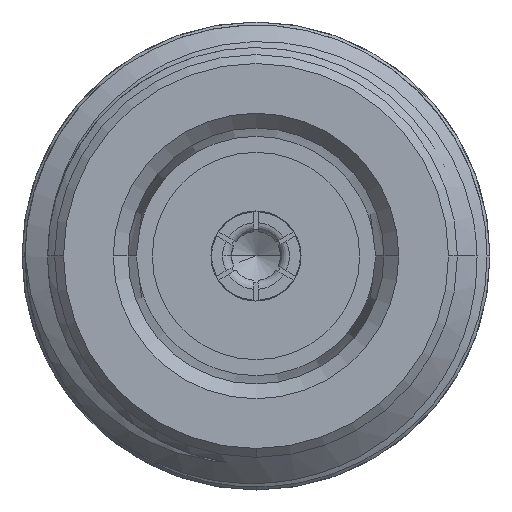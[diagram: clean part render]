
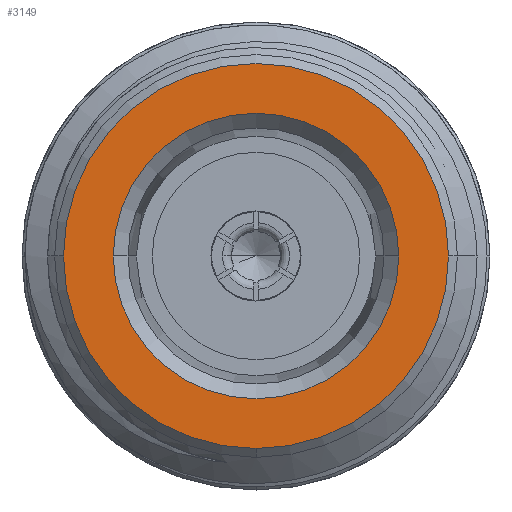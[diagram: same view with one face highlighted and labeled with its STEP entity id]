
A CAD part, left-side view. The second image highlights one B-rep face of the part: STEP entity #3149.
In plain terms, the highlighted planar face has unit normal (-1, 0, 0).
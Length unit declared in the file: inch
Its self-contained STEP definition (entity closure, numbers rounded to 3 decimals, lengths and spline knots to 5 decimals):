
#85 = PLANE ( 'NONE',  #2785 ) ;
#158 = FACE_OUTER_BOUND ( 'NONE', #4346, .T. ) ;
#178 = AXIS2_PLACEMENT_3D ( 'NONE', #5683, #4361, #6958 ) ;
#222 = DIRECTION ( 'NONE',  ( -1., 0., 0. ) ) ;
#311 = CIRCLE ( 'NONE', #5083, 0.18976 ) ;
#349 = AXIS2_PLACEMENT_3D ( 'NONE', #6572, #6491, #3894 ) ;
#669 = ORIENTED_EDGE ( 'NONE', *, *, #7751, .F. ) ;
#905 = AXIS2_PLACEMENT_3D ( 'NONE', #6060, #222, #4784 ) ;
#1223 = VERTEX_POINT ( 'NONE', #2066 ) ;
#1508 = EDGE_CURVE ( 'NONE', #7463, #1223, #3731, .T. ) ;
#1541 = CARTESIAN_POINT ( 'NONE',  ( 0., -0.25591, 0. ) ) ;
#1651 = ORIENTED_EDGE ( 'NONE', *, *, #3359, .T. ) ;
#1730 = DIRECTION ( 'NONE',  ( 0., 1., 0. ) ) ;
#2066 = CARTESIAN_POINT ( 'NONE',  ( 0., 0.25591, 0. ) ) ;
#2083 = DIRECTION ( 'NONE',  ( -1., 0., 0. ) ) ;
#2571 = ORIENTED_EDGE ( 'NONE', *, *, #7568, .T. ) ;
#2785 = AXIS2_PLACEMENT_3D ( 'NONE', #4007, #2083, #6604 ) ;
#2799 = CARTESIAN_POINT ( 'NONE',  ( 0., -0.18976, 0. ) ) ;
#3149 = ADVANCED_FACE ( 'NONE', ( #4724, #158 ), #85, .T. ) ;
#3235 = CARTESIAN_POINT ( 'NONE',  ( 0., 0., 0. ) ) ;
#3359 = EDGE_CURVE ( 'NONE', #1223, #7366, #4417, .T. ) ;
#3715 = AXIS2_PLACEMENT_3D ( 'NONE', #3235, #5105, #1730 ) ;
#3731 = CIRCLE ( 'NONE', #178, 0.25591 ) ;
#3872 = EDGE_CURVE ( 'NONE', #4617, #8274, #311, .T. ) ;
#3894 = DIRECTION ( 'NONE',  ( 0., -1., 0. ) ) ;
#4007 = CARTESIAN_POINT ( 'NONE',  ( 0., 0., 0. ) ) ;
#4346 = EDGE_LOOP ( 'NONE', ( #6416, #1651, #2571 ) ) ;
#4361 = DIRECTION ( 'NONE',  ( -1., 0., 0. ) ) ;
#4417 = CIRCLE ( 'NONE', #3715, 0.25591 ) ;
#4617 = VERTEX_POINT ( 'NONE', #8157 ) ;
#4724 = FACE_BOUND ( 'NONE', #7896, .T. ) ;
#4784 = DIRECTION ( 'NONE',  ( 0., 1., 0. ) ) ;
#5009 = CARTESIAN_POINT ( 'NONE',  ( 0., 0., 0. ) ) ;
#5083 = AXIS2_PLACEMENT_3D ( 'NONE', #5009, #7093, #6235 ) ;
#5105 = DIRECTION ( 'NONE',  ( -1., 0., 0. ) ) ;
#5683 = CARTESIAN_POINT ( 'NONE',  ( 0., 0., 0. ) ) ;
#6060 = CARTESIAN_POINT ( 'NONE',  ( 0., 0., 0. ) ) ;
#6235 = DIRECTION ( 'NONE',  ( 0., 1., 0. ) ) ;
#6416 = ORIENTED_EDGE ( 'NONE', *, *, #1508, .T. ) ;
#6491 = DIRECTION ( 'NONE',  ( -1., 0., 0. ) ) ;
#6572 = CARTESIAN_POINT ( 'NONE',  ( 0., 0., 0. ) ) ;
#6604 = DIRECTION ( 'NONE',  ( 0., 0., 1. ) ) ;
#6958 = DIRECTION ( 'NONE',  ( 0., -1., 0. ) ) ;
#7090 = ORIENTED_EDGE ( 'NONE', *, *, #3872, .F. ) ;
#7093 = DIRECTION ( 'NONE',  ( -1., 0., 0. ) ) ;
#7366 = VERTEX_POINT ( 'NONE', #7861 ) ;
#7463 = VERTEX_POINT ( 'NONE', #1541 ) ;
#7568 = EDGE_CURVE ( 'NONE', #7366, #7463, #8260, .T. ) ;
#7751 = EDGE_CURVE ( 'NONE', #8274, #4617, #8094, .T. ) ;
#7861 = CARTESIAN_POINT ( 'NONE',  ( 0., 0., -0.25591 ) ) ;
#7896 = EDGE_LOOP ( 'NONE', ( #669, #7090 ) ) ;
#8094 = CIRCLE ( 'NONE', #349, 0.18976 ) ;
#8157 = CARTESIAN_POINT ( 'NONE',  ( 0., 0.18976, 0. ) ) ;
#8260 = CIRCLE ( 'NONE', #905, 0.25591 ) ;
#8274 = VERTEX_POINT ( 'NONE', #2799 ) ;
